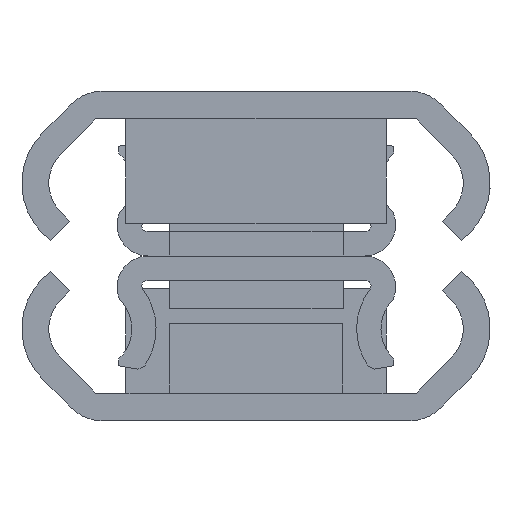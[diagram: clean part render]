
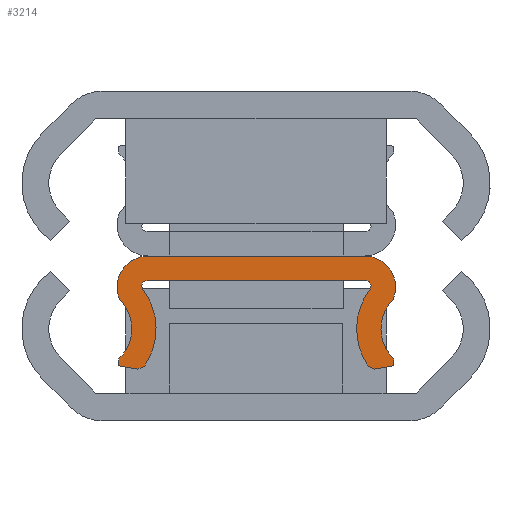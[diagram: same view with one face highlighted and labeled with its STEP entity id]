
A CAD part, left-side view. The second image highlights one B-rep face of the part: STEP entity #3214.
In plain terms, the highlighted planar face has unit normal (-1, 0, 0).
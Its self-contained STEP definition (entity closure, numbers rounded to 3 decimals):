
#478 = ORIENTED_EDGE ( 'NONE', *, *, #930, .T. ) ;
#479 = ORIENTED_EDGE ( 'NONE', *, *, #1008, .T. ) ;
#480 = ORIENTED_EDGE ( 'NONE', *, *, #678, .T. ) ;
#481 = ORIENTED_EDGE ( 'NONE', *, *, #3346, .T. ) ;
#482 = ORIENTED_EDGE ( 'NONE', *, *, #953, .T. ) ;
#483 = ORIENTED_EDGE ( 'NONE', *, *, #3343, .T. ) ;
#484 = ORIENTED_EDGE ( 'NONE', *, *, #3340, .T. ) ;
#485 = ORIENTED_EDGE ( 'NONE', *, *, #3337, .T. ) ;
#486 = ORIENTED_EDGE ( 'NONE', *, *, #3334, .T. ) ;
#487 = ORIENTED_EDGE ( 'NONE', *, *, #1031, .T. ) ;
#488 = ORIENTED_EDGE ( 'NONE', *, *, #1021, .T. ) ;
#489 = ORIENTED_EDGE ( 'NONE', *, *, #1019, .T. ) ;
#490 = ORIENTED_EDGE ( 'NONE', *, *, #1017, .T. ) ;
#491 = ORIENTED_EDGE ( 'NONE', *, *, #1015, .T. ) ;
#492 = ORIENTED_EDGE ( 'NONE', *, *, #1013, .T. ) ;
#493 = ORIENTED_EDGE ( 'NONE', *, *, #1011, .T. ) ;
#678 = EDGE_CURVE ( 'NONE', #2983, #2981, #3130, .T. ) ;
#714 = CIRCLE ( 'NONE', #721, 1.793 ) ;
#721 = AXIS2_PLACEMENT_3D ( 'NONE', #3541, #3535, #3540 ) ;
#930 = EDGE_CURVE ( 'NONE', #2981, #2941, #714, .T. ) ;
#953 = EDGE_CURVE ( 'NONE', #2941, #2460, #2130, .T. ) ;
#973 = AXIS2_PLACEMENT_3D ( 'NONE', #1503, #1504, #1505 ) ;
#982 = CIRCLE ( 'NONE', #984, 0.32 ) ;
#984 = AXIS2_PLACEMENT_3D ( 'NONE', #1536, #1537, #1538 ) ;
#987 = CIRCLE ( 'NONE', #989, 3.78 ) ;
#989 = AXIS2_PLACEMENT_3D ( 'NONE', #1544, #1545, #1546 ) ;
#993 = VECTOR ( 'NONE', #1553, 1000. ) ;
#996 = VECTOR ( 'NONE', #1559, 1000. ) ;
#1000 = VECTOR ( 'NONE', #1565, 1000. ) ;
#1008 = EDGE_CURVE ( 'NONE', #2968, #2983, #2148, .T. ) ;
#1011 = EDGE_CURVE ( 'NONE', #2966, #2968, #2152, .T. ) ;
#1013 = EDGE_CURVE ( 'NONE', #2964, #2966, #4025, .T. ) ;
#1015 = EDGE_CURVE ( 'NONE', #2965, #2964, #4027, .T. ) ;
#1017 = EDGE_CURVE ( 'NONE', #2957, #2965, #4029, .T. ) ;
#1019 = EDGE_CURVE ( 'NONE', #2411, #2957, #2162, .T. ) ;
#1021 = EDGE_CURVE ( 'NONE', #2412, #2411, #2165, .T. ) ;
#1031 = EDGE_CURVE ( 'NONE', #2192, #2412, #4037, .T. ) ;
#1438 = CARTESIAN_POINT ( 'NONE',  ( -206.15, 7.879, -2.517 ) ) ;
#1454 = CARTESIAN_POINT ( 'NONE',  ( -206.15, -6.453, -6.35 ) ) ;
#1461 = CARTESIAN_POINT ( 'NONE',  ( -206.15, -7.931, -6.328 ) ) ;
#1462 = CARTESIAN_POINT ( 'NONE',  ( -206.15, -6.831, -6.522 ) ) ;
#1463 = CARTESIAN_POINT ( 'NONE',  ( -206.15, -7.931, -5.934 ) ) ;
#1465 = CARTESIAN_POINT ( 'NONE',  ( -206.15, -7.879, -2.517 ) ) ;
#1478 = CARTESIAN_POINT ( 'NONE',  ( -206.15, 6.239, 0. ) ) ;
#1480 = CARTESIAN_POINT ( 'NONE',  ( -206.15, -6.239, 0. ) ) ;
#1502 = PLANE ( 'NONE',  #973 ) ;
#1503 = CARTESIAN_POINT ( 'NONE',  ( -206.15, 9.592, -6.999 ) ) ;
#1504 = DIRECTION ( 'NONE',  ( -1., 0., 0. ) ) ;
#1505 = DIRECTION ( 'NONE',  ( 0., 0., 1. ) ) ;
#1536 = CARTESIAN_POINT ( 'NONE',  ( -206.15, 6.297, -1.72 ) ) ;
#1537 = DIRECTION ( 'NONE',  ( 1., 0., 0. ) ) ;
#1538 = DIRECTION ( 'NONE',  ( 0., 0., 1. ) ) ;
#1544 = CARTESIAN_POINT ( 'NONE',  ( -206.15, 9.561, -4.2 ) ) ;
#1545 = DIRECTION ( 'NONE',  ( -1., 0., 0. ) ) ;
#1546 = DIRECTION ( 'NONE',  ( 0., 0., 1. ) ) ;
#1552 = CARTESIAN_POINT ( 'NONE',  ( -206.15, 6.831, -6.522 ) ) ;
#1553 = DIRECTION ( 'NONE',  ( 0., -0.911, 0.412 ) ) ;
#1558 = CARTESIAN_POINT ( 'NONE',  ( -206.15, 7.931, -6.328 ) ) ;
#1559 = DIRECTION ( 'NONE',  ( 0., -0.985, -0.174 ) ) ;
#1564 = CARTESIAN_POINT ( 'NONE',  ( -206.15, 7.931, -5.934 ) ) ;
#1565 = DIRECTION ( 'NONE',  ( 0., 0., -1. ) ) ;
#2080 = CARTESIAN_POINT ( 'NONE',  ( -206.15, 6.453, -6.35 ) ) ;
#2094 = CARTESIAN_POINT ( 'NONE',  ( -206.15, -6.551, -1.914 ) ) ;
#2096 = CARTESIAN_POINT ( 'NONE',  ( -206.15, -6.297, -1.4 ) ) ;
#2130 = CIRCLE ( 'NONE', #2138, 2.38 ) ;
#2138 = AXIS2_PLACEMENT_3D ( 'NONE', #3493, #3494, #3495 ) ;
#2148 = CIRCLE ( 'NONE', #2150, 1.793 ) ;
#2150 = AXIS2_PLACEMENT_3D ( 'NONE', #3612, #3611, #3610 ) ;
#2152 = CIRCLE ( 'NONE', #2154, 2.38 ) ;
#2154 = AXIS2_PLACEMENT_3D ( 'NONE', #3597, #3596, #3598 ) ;
#2156 = VECTOR ( 'NONE', #3594, 1000. ) ;
#2158 = VECTOR ( 'NONE', #3631, 1000. ) ;
#2161 = VECTOR ( 'NONE', #3590, 1000. ) ;
#2162 = CIRCLE ( 'NONE', #2164, 3.78 ) ;
#2164 = AXIS2_PLACEMENT_3D ( 'NONE', #3592, #3593, #3557 ) ;
#2165 = CIRCLE ( 'NONE', #2167, 0.32 ) ;
#2167 = AXIS2_PLACEMENT_3D ( 'NONE', #3626, #3625, #3627 ) ;
#2192 = VERTEX_POINT ( 'NONE', #3463 ) ;
#2205 = VERTEX_POINT ( 'NONE', #3423 ) ;
#2407 = VERTEX_POINT ( 'NONE', #2080 ) ;
#2411 = VERTEX_POINT ( 'NONE', #2094 ) ;
#2412 = VERTEX_POINT ( 'NONE', #2096 ) ;
#2452 = VERTEX_POINT ( 'NONE', #2492 ) ;
#2457 = VERTEX_POINT ( 'NONE', #2505 ) ;
#2460 = VERTEX_POINT ( 'NONE', #2475 ) ;
#2475 = CARTESIAN_POINT ( 'NONE',  ( -206.15, 7.931, -5.934 ) ) ;
#2492 = CARTESIAN_POINT ( 'NONE',  ( -206.15, 6.551, -1.914 ) ) ;
#2505 = CARTESIAN_POINT ( 'NONE',  ( -206.15, 6.831, -6.522 ) ) ;
#2535 = DIRECTION ( 'NONE',  ( 0., -1., 0. ) ) ;
#2537 = CARTESIAN_POINT ( 'NONE',  ( -206.15, 6.297, -1.4 ) ) ;
#2692 = CARTESIAN_POINT ( 'NONE',  ( -206.15, 9.592, 0. ) ) ;
#2725 = DIRECTION ( 'NONE',  ( 0., 1., 0. ) ) ;
#2909 = VECTOR ( 'NONE', #2725, 1000. ) ;
#2941 = VERTEX_POINT ( 'NONE', #1438 ) ;
#2957 = VERTEX_POINT ( 'NONE', #1454 ) ;
#2964 = VERTEX_POINT ( 'NONE', #1461 ) ;
#2965 = VERTEX_POINT ( 'NONE', #1462 ) ;
#2966 = VERTEX_POINT ( 'NONE', #1463 ) ;
#2968 = VERTEX_POINT ( 'NONE', #1465 ) ;
#2981 = VERTEX_POINT ( 'NONE', #1478 ) ;
#2983 = VERTEX_POINT ( 'NONE', #1480 ) ;
#3130 = LINE ( 'NONE', #2692, #2909 ) ;
#3214 = ADVANCED_FACE ( 'NONE', ( #3736 ), #1502, .T. ) ;
#3298 = EDGE_LOOP ( 'NONE', ( #479, #480, #478, #482, #481, #483, #484, #485, #486, #487, #488, #489, #490, #491, #492, #493 ) ) ;
#3334 = EDGE_CURVE ( 'NONE', #2452, #2192, #982, .T. ) ;
#3337 = EDGE_CURVE ( 'NONE', #2407, #2452, #987, .T. ) ;
#3340 = EDGE_CURVE ( 'NONE', #2457, #2407, #3751, .T. ) ;
#3343 = EDGE_CURVE ( 'NONE', #2205, #2457, #3754, .T. ) ;
#3346 = EDGE_CURVE ( 'NONE', #2460, #2205, #3757, .T. ) ;
#3392 = VECTOR ( 'NONE', #2535, 1000. ) ;
#3423 = CARTESIAN_POINT ( 'NONE',  ( -206.15, 7.931, -6.328 ) ) ;
#3463 = CARTESIAN_POINT ( 'NONE',  ( -206.15, 6.297, -1.4 ) ) ;
#3493 = CARTESIAN_POINT ( 'NONE',  ( -206.15, 9.561, -4.2 ) ) ;
#3494 = DIRECTION ( 'NONE',  ( 1., 0., 0. ) ) ;
#3495 = DIRECTION ( 'NONE',  ( 0., 0., 1. ) ) ;
#3535 = DIRECTION ( 'NONE',  ( -1., 0., 0. ) ) ;
#3540 = DIRECTION ( 'NONE',  ( 0., 0., 1. ) ) ;
#3541 = CARTESIAN_POINT ( 'NONE',  ( -206.15, 6.239, -1.793 ) ) ;
#3557 = DIRECTION ( 'NONE',  ( 0., 0., 1. ) ) ;
#3589 = CARTESIAN_POINT ( 'NONE',  ( -206.15, -6.831, -6.522 ) ) ;
#3590 = DIRECTION ( 'NONE',  ( 0., -0.911, -0.412 ) ) ;
#3592 = CARTESIAN_POINT ( 'NONE',  ( -206.15, -9.561, -4.2 ) ) ;
#3593 = DIRECTION ( 'NONE',  ( -1., 0., 0. ) ) ;
#3594 = DIRECTION ( 'NONE',  ( 0., 0., 1. ) ) ;
#3596 = DIRECTION ( 'NONE',  ( 1., 0., 0. ) ) ;
#3597 = CARTESIAN_POINT ( 'NONE',  ( -206.15, -9.561, -4.2 ) ) ;
#3598 = DIRECTION ( 'NONE',  ( 0., 0., 1. ) ) ;
#3610 = DIRECTION ( 'NONE',  ( 0., 0., 1. ) ) ;
#3611 = DIRECTION ( 'NONE',  ( -1., 0., 0. ) ) ;
#3612 = CARTESIAN_POINT ( 'NONE',  ( -206.15, -6.239, -1.793 ) ) ;
#3618 = CARTESIAN_POINT ( 'NONE',  ( -206.15, -7.931, -5.934 ) ) ;
#3625 = DIRECTION ( 'NONE',  ( 1., 0., 0. ) ) ;
#3626 = CARTESIAN_POINT ( 'NONE',  ( -206.15, -6.297, -1.72 ) ) ;
#3627 = DIRECTION ( 'NONE',  ( 0., 0., 1. ) ) ;
#3630 = CARTESIAN_POINT ( 'NONE',  ( -206.15, -7.931, -6.328 ) ) ;
#3631 = DIRECTION ( 'NONE',  ( 0., -0.985, 0.174 ) ) ;
#3736 = FACE_OUTER_BOUND ( 'NONE', #3298, .T. ) ;
#3751 = LINE ( 'NONE', #1552, #993 ) ;
#3754 = LINE ( 'NONE', #1558, #996 ) ;
#3757 = LINE ( 'NONE', #1564, #1000 ) ;
#4025 = LINE ( 'NONE', #3618, #2156 ) ;
#4027 = LINE ( 'NONE', #3630, #2158 ) ;
#4029 = LINE ( 'NONE', #3589, #2161 ) ;
#4037 = LINE ( 'NONE', #2537, #3392 ) ;
